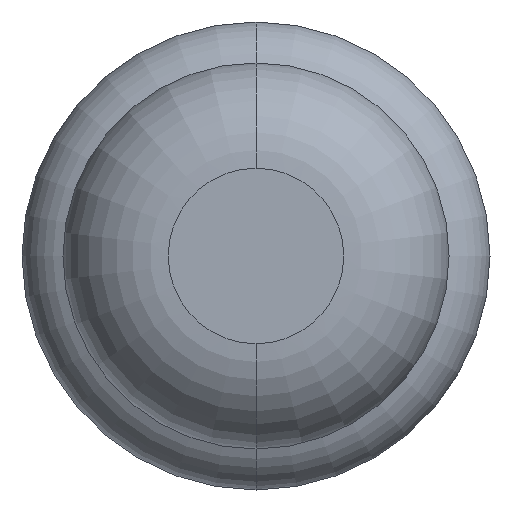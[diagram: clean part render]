
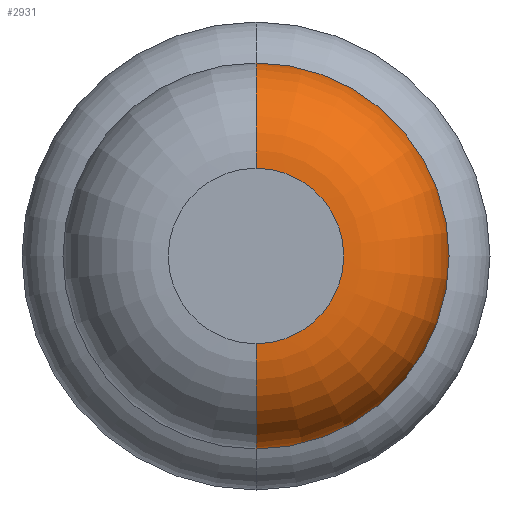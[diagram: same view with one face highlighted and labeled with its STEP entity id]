
A CAD part, front view. The second image highlights one B-rep face of the part: STEP entity #2931.
In plain terms, the highlighted toroidal (fillet/blend) face has major radius 0.375 mm and minor radius 0.45 mm.
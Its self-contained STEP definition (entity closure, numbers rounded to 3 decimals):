
#313 = ORIENTED_EDGE ( 'NONE', *, *, #4193, .T. ) ;
#369 = CARTESIAN_POINT ( 'NONE',  ( 0., -23.55, -0.825 ) ) ;
#531 = DIRECTION ( 'NONE',  ( 1., 0., 0. ) ) ;
#600 = DIRECTION ( 'NONE',  ( 0., 1., 0. ) ) ;
#993 = DIRECTION ( 'NONE',  ( 0., 0., 1. ) ) ;
#1100 = VERTEX_POINT ( 'NONE', #369 ) ;
#1147 = CARTESIAN_POINT ( 'NONE',  ( 0., -23.55, 0.825 ) ) ;
#1391 = CIRCLE ( 'NONE', #2870, 0.825 ) ;
#1500 = DIRECTION ( 'NONE',  ( 0., 0., -1. ) ) ;
#1654 = DIRECTION ( 'NONE',  ( 0., 0., 1. ) ) ;
#1822 = DIRECTION ( 'NONE',  ( 0., 1., 0. ) ) ;
#1882 = CARTESIAN_POINT ( 'NONE',  ( 0., -23.55, -0.375 ) ) ;
#1968 = CARTESIAN_POINT ( 'NONE',  ( 0., -24., 0. ) ) ;
#2079 = ORIENTED_EDGE ( 'NONE', *, *, #2934, .T. ) ;
#2148 = EDGE_CURVE ( 'Defeature ausgef�hrt2_7+Defeature ausgef�hrt2_6+Defeature ausgef�hrt2_6+Defeature ausgef�hrt2_6', #3223, #1100, #1391, .T. ) ;
#2315 = ORIENTED_EDGE ( 'NONE', *, *, #2148, .F. ) ;
#2334 = CARTESIAN_POINT ( 'NONE',  ( 0., -24., 0.375 ) ) ;
#2362 = AXIS2_PLACEMENT_3D ( 'NONE', #3757, #2365, #993 ) ;
#2365 = DIRECTION ( 'NONE',  ( -1., 0., 0. ) ) ;
#2536 = EDGE_CURVE ( 'NONE', #3028, #3223, #3861, .T. ) ;
#2588 = ORIENTED_EDGE ( 'NONE', *, *, #2536, .F. ) ;
#2640 = TOROIDAL_SURFACE ( 'NONE', #3367, 0.375, 0.45 ) ;
#2644 = CIRCLE ( 'NONE', #3454, 0.375 ) ;
#2649 = CARTESIAN_POINT ( 'NONE',  ( 0., -23.55, 0. ) ) ;
#2839 = CARTESIAN_POINT ( 'NONE',  ( 0., -23.55, 0. ) ) ;
#2870 = AXIS2_PLACEMENT_3D ( 'NONE', #2839, #1822, #3540 ) ;
#2909 = VERTEX_POINT ( 'NONE', #4058 ) ;
#2931 = ADVANCED_FACE ( 'Defeature ausgef�hrt2_6', ( #3563 ), #2640, .T. ) ;
#2934 = EDGE_CURVE ( 'Defeature ausgef�hrt2_6+Defeature ausgef�hrt2_5+Defeature ausgef�hrt2_5+Defeature ausgef�hrt2_5', #3028, #2909, #2644, .T. ) ;
#3028 = VERTEX_POINT ( 'NONE', #2334 ) ;
#3223 = VERTEX_POINT ( 'NONE', #1147 ) ;
#3367 = AXIS2_PLACEMENT_3D ( 'NONE', #2649, #600, #4354 ) ;
#3383 = DIRECTION ( 'NONE',  ( 0., 1., 0. ) ) ;
#3454 = AXIS2_PLACEMENT_3D ( 'NONE', #1968, #3383, #1654 ) ;
#3540 = DIRECTION ( 'NONE',  ( 0., 0., 1. ) ) ;
#3563 = FACE_OUTER_BOUND ( 'NONE', #3608, .T. ) ;
#3608 = EDGE_LOOP ( 'NONE', ( #2079, #313, #2315, #2588 ) ) ;
#3757 = CARTESIAN_POINT ( 'NONE',  ( 0., -23.55, 0.375 ) ) ;
#3861 = CIRCLE ( 'NONE', #2362, 0.45 ) ;
#4058 = CARTESIAN_POINT ( 'NONE',  ( 0., -24., -0.375 ) ) ;
#4193 = EDGE_CURVE ( 'NONE', #2909, #1100, #4276, .T. ) ;
#4260 = AXIS2_PLACEMENT_3D ( 'NONE', #1882, #531, #1500 ) ;
#4276 = CIRCLE ( 'NONE', #4260, 0.45 ) ;
#4354 = DIRECTION ( 'NONE',  ( 0., 0., 1. ) ) ;
